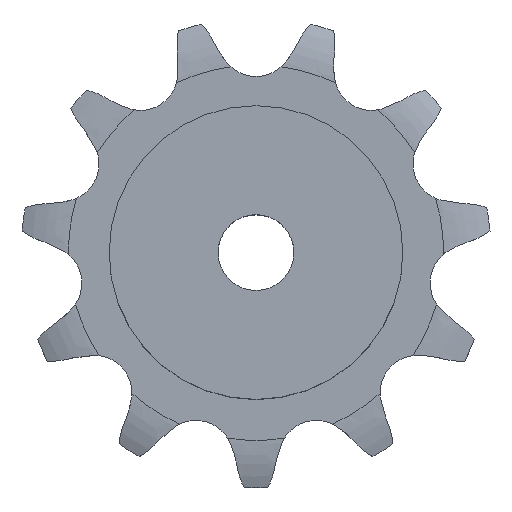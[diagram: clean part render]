
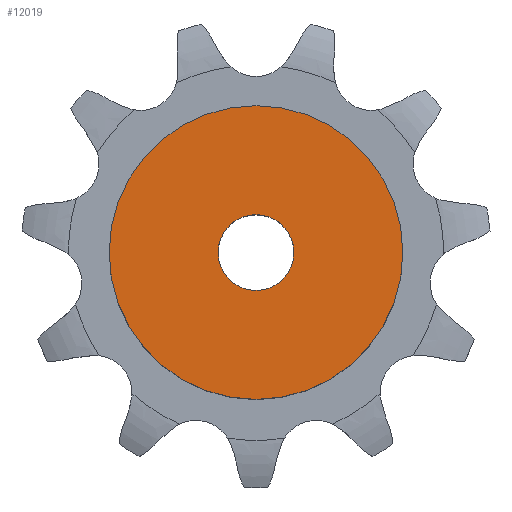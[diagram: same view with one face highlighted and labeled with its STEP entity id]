
A CAD part, top view. The second image highlights one B-rep face of the part: STEP entity #12019.
In plain terms, the highlighted planar face has unit normal (0, 0, 1).
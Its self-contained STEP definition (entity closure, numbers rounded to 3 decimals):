
#2013 = CYLINDRICAL_SURFACE('',#2014,15.5);
#2014 = AXIS2_PLACEMENT_3D('',#2015,#2016,#2017);
#2015 = CARTESIAN_POINT('',(0.,0.,0.));
#2016 = DIRECTION('',(-0.,-0.,-1.));
#2017 = DIRECTION('',(1.,0.,0.));
#7831 = VERTEX_POINT('',#7832);
#7832 = CARTESIAN_POINT('',(15.5,0.,16.));
#7853 = EDGE_CURVE('',#7831,#7831,#7854,.T.);
#7854 = SURFACE_CURVE('',#7855,(#7860,#7867),.PCURVE_S1.);
#7855 = CIRCLE('',#7856,15.5);
#7856 = AXIS2_PLACEMENT_3D('',#7857,#7858,#7859);
#7857 = CARTESIAN_POINT('',(0.,0.,16.));
#7858 = DIRECTION('',(0.,0.,1.));
#7859 = DIRECTION('',(1.,0.,0.));
#7860 = PCURVE('',#2013,#7861);
#7861 = DEFINITIONAL_REPRESENTATION('',(#7862),#7866);
#7862 = LINE('',#7863,#7864);
#7863 = CARTESIAN_POINT('',(-0.,-16.));
#7864 = VECTOR('',#7865,1.);
#7865 = DIRECTION('',(-1.,0.));
#7866 = ( GEOMETRIC_REPRESENTATION_CONTEXT(2) 
PARAMETRIC_REPRESENTATION_CONTEXT() REPRESENTATION_CONTEXT('2D SPACE',''
  ) );
#7867 = PCURVE('',#7868,#7873);
#7868 = PLANE('',#7869);
#7869 = AXIS2_PLACEMENT_3D('',#7870,#7871,#7872);
#7870 = CARTESIAN_POINT('',(0.,0.,16.)
  );
#7871 = DIRECTION('',(0.,0.,1.));
#7872 = DIRECTION('',(1.,0.,0.));
#7873 = DEFINITIONAL_REPRESENTATION('',(#7874),#7878);
#7874 = CIRCLE('',#7875,15.5);
#7875 = AXIS2_PLACEMENT_2D('',#7876,#7877);
#7876 = CARTESIAN_POINT('',(0.,0.));
#7877 = DIRECTION('',(1.,0.));
#7878 = ( GEOMETRIC_REPRESENTATION_CONTEXT(2) 
PARAMETRIC_REPRESENTATION_CONTEXT() REPRESENTATION_CONTEXT('2D SPACE',''
  ) );
#10318 = CYLINDRICAL_SURFACE('',#10319,4.);
#10319 = AXIS2_PLACEMENT_3D('',#10320,#10321,#10322);
#10320 = CARTESIAN_POINT('',(0.,0.,85.392));
#10321 = DIRECTION('',(0.,0.,1.));
#10322 = DIRECTION('',(1.,0.,0.));
#12019 = ADVANCED_FACE('',(#12020,#12023),#7868,.T.);
#12020 = FACE_BOUND('',#12021,.T.);
#12021 = EDGE_LOOP('',(#12022));
#12022 = ORIENTED_EDGE('',*,*,#7853,.T.);
#12023 = FACE_BOUND('',#12024,.T.);
#12024 = EDGE_LOOP('',(#12025));
#12025 = ORIENTED_EDGE('',*,*,#12026,.F.);
#12026 = EDGE_CURVE('',#12027,#12027,#12029,.T.);
#12027 = VERTEX_POINT('',#12028);
#12028 = CARTESIAN_POINT('',(4.,0.,16.));
#12029 = SURFACE_CURVE('',#12030,(#12035,#12042),.PCURVE_S1.);
#12030 = CIRCLE('',#12031,4.);
#12031 = AXIS2_PLACEMENT_3D('',#12032,#12033,#12034);
#12032 = CARTESIAN_POINT('',(0.,0.,16.));
#12033 = DIRECTION('',(0.,0.,1.));
#12034 = DIRECTION('',(1.,0.,0.));
#12035 = PCURVE('',#7868,#12036);
#12036 = DEFINITIONAL_REPRESENTATION('',(#12037),#12041);
#12037 = CIRCLE('',#12038,4.);
#12038 = AXIS2_PLACEMENT_2D('',#12039,#12040);
#12039 = CARTESIAN_POINT('',(0.,0.));
#12040 = DIRECTION('',(1.,0.));
#12041 = ( GEOMETRIC_REPRESENTATION_CONTEXT(2) 
PARAMETRIC_REPRESENTATION_CONTEXT() REPRESENTATION_CONTEXT('2D SPACE',''
  ) );
#12042 = PCURVE('',#10318,#12043);
#12043 = DEFINITIONAL_REPRESENTATION('',(#12044),#12048);
#12044 = LINE('',#12045,#12046);
#12045 = CARTESIAN_POINT('',(0.,-69.392));
#12046 = VECTOR('',#12047,1.);
#12047 = DIRECTION('',(1.,0.));
#12048 = ( GEOMETRIC_REPRESENTATION_CONTEXT(2) 
PARAMETRIC_REPRESENTATION_CONTEXT() REPRESENTATION_CONTEXT('2D SPACE',''
  ) );
